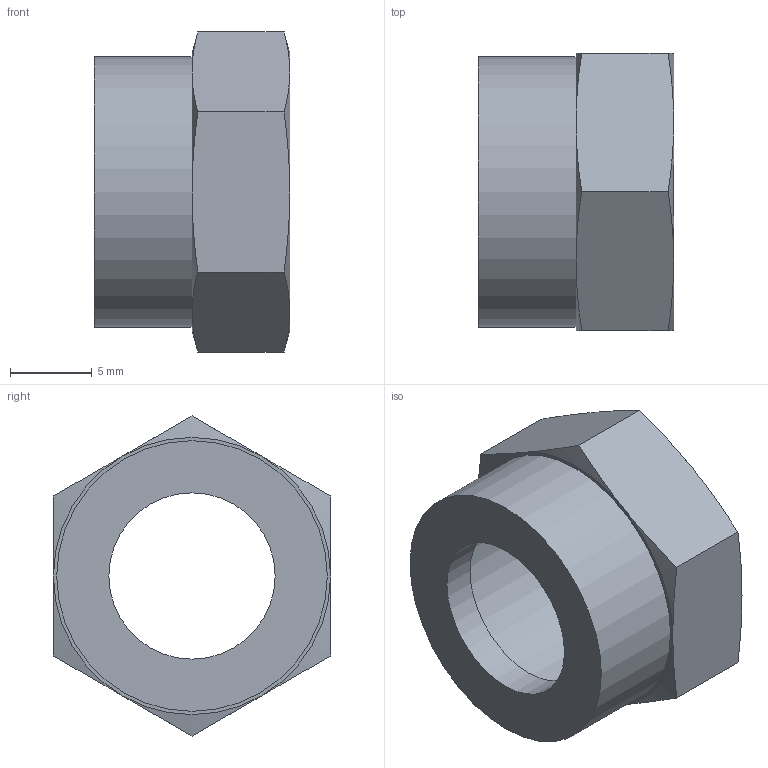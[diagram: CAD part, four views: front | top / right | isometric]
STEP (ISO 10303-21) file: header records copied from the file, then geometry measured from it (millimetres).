
FILE_DESCRIPTION(/* description */ (''),/* implementation_level */ '2;1');
FILE_NAME(/* name */ 'mck_8_es-la.stp',/* time_stamp */ '2019-02-20T14:29:05+01:00',/* author */ ('leitheußer'),/* organization */ (''),/* preprocessor_version */ 'ST-DEVELOPER v15.6',/* originating_system */ 'Autodesk Inventor LT ',/* authorisation */ '');
FILE_SCHEMA (('AUTOMOTIVE_DESIGN { 1 0 10303 214 3 1 1 }'));
Length unit declared in the file: millimetre
Products named in the file (1): MCK 8 ES
Bounding box: 12 x 17 x 19.63 mm (x, y, z)
Volume: 1259.3 mm3; surface area: 1435.1 mm2
Topology: 1 solids, 1 shells, 26 faces, 54 edges, 31 vertices
Faces by surface type: cone 14, plane 9, cylinder 3
Full cylindrical faces by diameter (mm): 10.2 x1, 13.35 x1, 16.6 x1
Entity records: 656 total; most frequent: CARTESIAN_POINT 155, ORIENTED_EDGE 98, DIRECTION 98, EDGE_CURVE 49, AXIS2_PLACEMENT_3D 46, EDGE_LOOP 34, VERTEX_POINT 31, FACE_OUTER_BOUND 26
